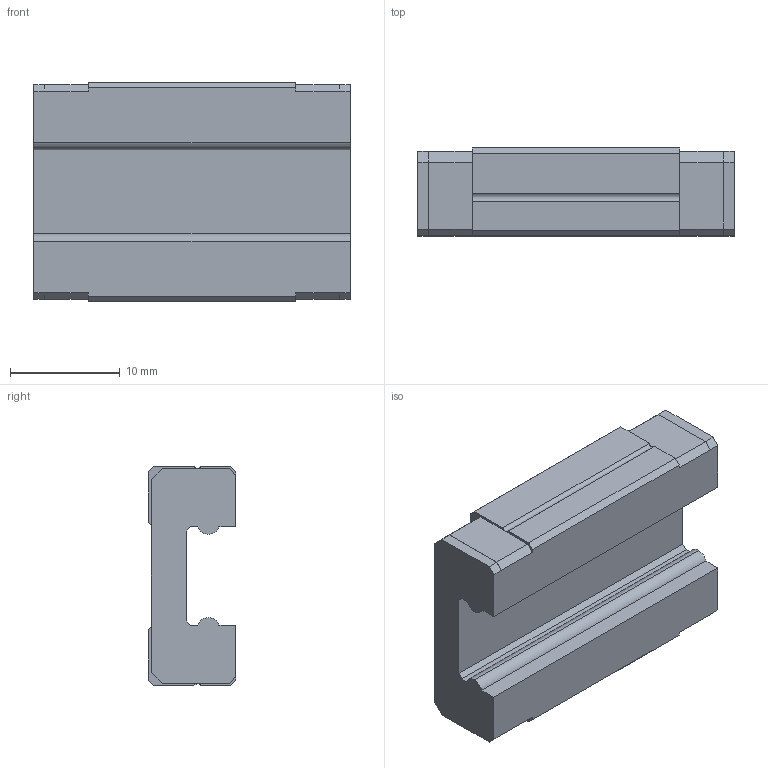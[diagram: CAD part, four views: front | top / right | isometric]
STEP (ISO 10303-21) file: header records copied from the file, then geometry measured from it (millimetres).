
FILE_DESCRIPTION (( 'STEP AP203' ), '1' );
FILE_NAME ('mgn9c.STEP', '2007-10-22T12:20:05', ( 'HIWIN GmbH' ), ( '77654 Offenburg' ), 'SwSTEP 2.0', 'SolidWorks 2006104', '' );
FILE_SCHEMA (( 'CONFIG_CONTROL_DESIGN' ));
Length unit declared in the file: millimetre
Products named in the file (1): mgn9c
Bounding box: 28.9 x 8 x 20 mm (x, y, z)
Volume: 3261 mm3; surface area: 2217.6 mm2
Topology: 1 solids, 1 shells, 85 faces, 226 edges, 140 vertices
Faces by surface type: plane 62, cylinder 15, cone 8
Entity records: 2621 total; most frequent: CARTESIAN_POINT 468, ORIENTED_EDGE 436, DIRECTION 414, EDGE_CURVE 218, LINE 178, VECTOR 178, VERTEX_POINT 140, AXIS2_PLACEMENT_3D 118
